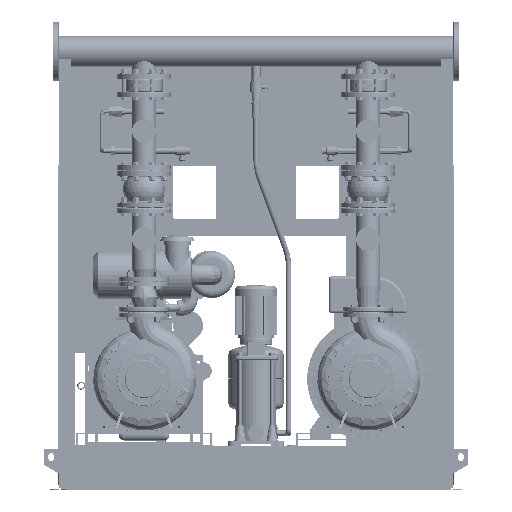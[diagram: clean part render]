
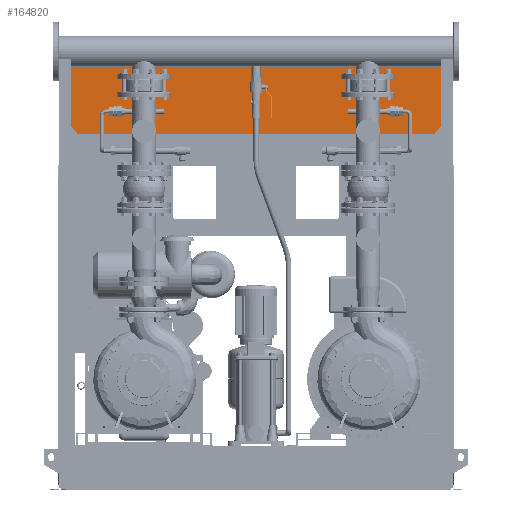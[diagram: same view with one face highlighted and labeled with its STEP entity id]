
A CAD part, left-side view. The second image highlights one B-rep face of the part: STEP entity #164820.
In plain terms, the highlighted planar face has unit normal (-1, 0, 0).
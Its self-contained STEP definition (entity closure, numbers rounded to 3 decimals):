
#164226=CARTESIAN_POINT('',(116.0,687.5,1611.425));
#164227=VERTEX_POINT('',#164226);
#164234=CARTESIAN_POINT('',(116.0,-687.5,1611.425));
#164235=VERTEX_POINT('',#164234);
#164236=CARTESIAN_POINT('',(116.0,-687.5,1611.425));
#164237=DIRECTION('',(0.0,1.0,0.0));
#164238=VECTOR('',#164237,1375.0);
#164239=LINE('',#164236,#164238);
#164240=EDGE_CURVE('',#164235,#164227,#164239,.T.);
#164297=CARTESIAN_POINT('',(116.0,-667.5,1331.425));
#164298=VERTEX_POINT('',#164297);
#164305=CARTESIAN_POINT('',(116.0,667.5,1331.425));
#164306=VERTEX_POINT('',#164305);
#164307=CARTESIAN_POINT('',(116.0,667.5,1331.425));
#164308=DIRECTION('',(0.0,-1.0,0.0));
#164309=VECTOR('',#164308,1335.0);
#164310=LINE('',#164307,#164309);
#164311=EDGE_CURVE('',#164306,#164298,#164310,.T.);
#164368=CARTESIAN_POINT('',(116.0,687.5,1607.425));
#164369=VERTEX_POINT('',#164368);
#164376=CARTESIAN_POINT('',(116.0,687.5,1611.425));
#164377=DIRECTION('',(0.0,0.0,-1.0));
#164378=VECTOR('',#164377,4.0);
#164379=LINE('',#164376,#164378);
#164380=EDGE_CURVE('',#164227,#164369,#164379,.T.);
#164406=CARTESIAN_POINT('',(116.0,730.,1607.425));
#164407=VERTEX_POINT('',#164406);
#164414=CARTESIAN_POINT('',(116.0,687.5,1607.425));
#164415=DIRECTION('',(0.0,1.0,0.0));
#164416=VECTOR('',#164415,42.5);
#164417=LINE('',#164414,#164416);
#164418=EDGE_CURVE('',#164369,#164407,#164417,.T.);
#164437=CARTESIAN_POINT('',(116.0,730.,1356.425));
#164438=VERTEX_POINT('',#164437);
#164445=CARTESIAN_POINT('',(116.0,730.,1607.425));
#164446=DIRECTION('',(0.0,0.0,-1.0));
#164447=VECTOR('',#164446,251.);
#164448=LINE('',#164445,#164447);
#164449=EDGE_CURVE('',#164407,#164438,#164448,.T.);
#164468=CARTESIAN_POINT('',(116.0,687.5,1356.425));
#164469=VERTEX_POINT('',#164468);
#164476=CARTESIAN_POINT('',(116.0,730.,1356.425));
#164477=DIRECTION('',(0.0,-1.0,0.0));
#164478=VECTOR('',#164477,42.5);
#164479=LINE('',#164476,#164478);
#164480=EDGE_CURVE('',#164438,#164469,#164479,.T.);
#164499=CARTESIAN_POINT('',(116.0,667.5,1336.425));
#164500=VERTEX_POINT('',#164499);
#164507=CARTESIAN_POINT('',(116.0,687.5,1356.425));
#164508=DIRECTION('',(0.0,-0.707,-0.707));
#164509=VECTOR('',#164508,28.284);
#164510=LINE('',#164507,#164509);
#164511=EDGE_CURVE('',#164469,#164500,#164510,.T.);
#164538=CARTESIAN_POINT('',(116.0,667.5,1336.425));
#164539=DIRECTION('',(0.0,0.0,-1.0));
#164540=VECTOR('',#164539,5.);
#164541=LINE('',#164538,#164540);
#164542=EDGE_CURVE('',#164500,#164306,#164541,.T.);
#164585=CARTESIAN_POINT('',(116.0,-667.5,1336.425));
#164586=VERTEX_POINT('',#164585);
#164593=CARTESIAN_POINT('',(116.0,-667.5,1331.425));
#164594=DIRECTION('',(0.0,0.0,1.0));
#164595=VECTOR('',#164594,5.0);
#164596=LINE('',#164593,#164595);
#164597=EDGE_CURVE('',#164298,#164586,#164596,.T.);
#164618=CARTESIAN_POINT('',(116.0,-687.5,1356.425));
#164619=VERTEX_POINT('',#164618);
#164626=CARTESIAN_POINT('',(116.0,-667.5,1336.425));
#164627=DIRECTION('',(0.0,-0.707,0.707));
#164628=VECTOR('',#164627,28.284);
#164629=LINE('',#164626,#164628);
#164630=EDGE_CURVE('',#164586,#164619,#164629,.T.);
#164649=CARTESIAN_POINT('',(116.0,-730.,1356.425));
#164650=VERTEX_POINT('',#164649);
#164657=CARTESIAN_POINT('',(116.0,-687.5,1356.425));
#164658=DIRECTION('',(0.0,-1.0,0.0));
#164659=VECTOR('',#164658,42.5);
#164660=LINE('',#164657,#164659);
#164661=EDGE_CURVE('',#164619,#164650,#164660,.T.);
#164680=CARTESIAN_POINT('',(116.0,-730.,1607.425));
#164681=VERTEX_POINT('',#164680);
#164688=CARTESIAN_POINT('',(116.0,-730.,1356.425));
#164689=DIRECTION('',(0.0,0.0,1.0));
#164690=VECTOR('',#164689,251.);
#164691=LINE('',#164688,#164690);
#164692=EDGE_CURVE('',#164650,#164681,#164691,.T.);
#164711=CARTESIAN_POINT('',(116.0,-687.5,1607.425));
#164712=VERTEX_POINT('',#164711);
#164719=CARTESIAN_POINT('',(116.0,-730.,1607.425));
#164720=DIRECTION('',(0.0,1.0,0.0));
#164721=VECTOR('',#164720,42.5);
#164722=LINE('',#164719,#164721);
#164723=EDGE_CURVE('',#164681,#164712,#164722,.T.);
#164750=CARTESIAN_POINT('',(116.0,-687.5,1607.425));
#164751=DIRECTION('',(0.0,0.0,1.0));
#164752=VECTOR('',#164751,4.0);
#164753=LINE('',#164750,#164752);
#164754=EDGE_CURVE('',#164712,#164235,#164753,.T.);
#164799=CARTESIAN_POINT('',(116.0,0.,1473.001));
#164800=DIRECTION('',(1.0,0.0,0.0));
#164801=DIRECTION('',(0.0,0.0,-1.0));
#164802=AXIS2_PLACEMENT_3D('',#164799,#164800,#164801);
#164803=PLANE('',#164802);
#164804=ORIENTED_EDGE('',*,*,#164240,.T.);
#164805=ORIENTED_EDGE('',*,*,#164380,.T.);
#164806=ORIENTED_EDGE('',*,*,#164418,.T.);
#164807=ORIENTED_EDGE('',*,*,#164449,.T.);
#164808=ORIENTED_EDGE('',*,*,#164480,.T.);
#164809=ORIENTED_EDGE('',*,*,#164511,.T.);
#164810=ORIENTED_EDGE('',*,*,#164542,.T.);
#164811=ORIENTED_EDGE('',*,*,#164311,.T.);
#164812=ORIENTED_EDGE('',*,*,#164597,.T.);
#164813=ORIENTED_EDGE('',*,*,#164630,.T.);
#164814=ORIENTED_EDGE('',*,*,#164661,.T.);
#164815=ORIENTED_EDGE('',*,*,#164692,.T.);
#164816=ORIENTED_EDGE('',*,*,#164723,.T.);
#164817=ORIENTED_EDGE('',*,*,#164754,.T.);
#164818=EDGE_LOOP('',(#164804,#164805,#164806,#164807,#164808,#164809,#164810,#164811,#164812,#164813,#164814,#164815,#164816,#164817));
#164819=FACE_OUTER_BOUND('',#164818,.T.);
#164820=ADVANCED_FACE('',(#164819),#164803,.F.);
